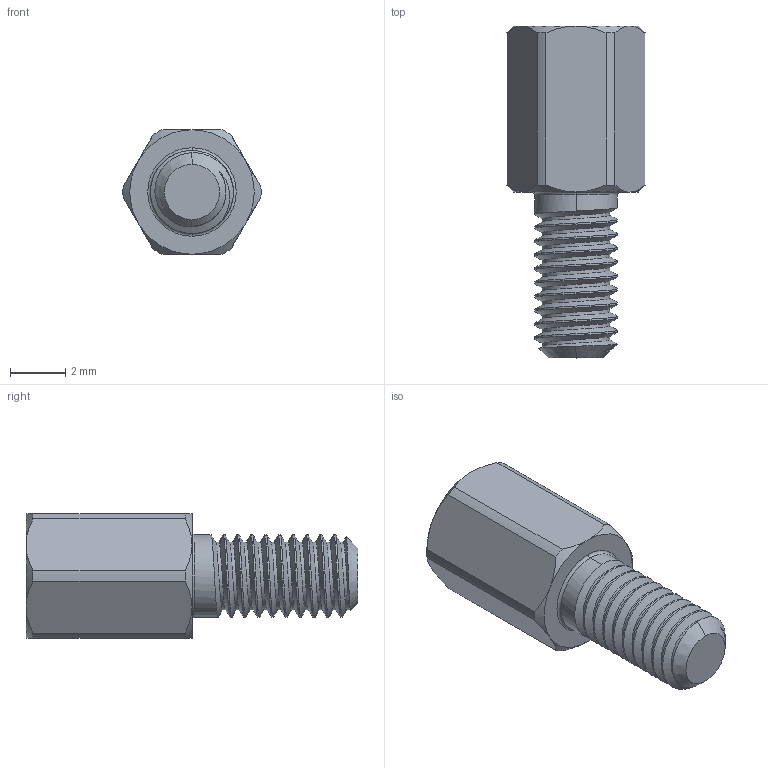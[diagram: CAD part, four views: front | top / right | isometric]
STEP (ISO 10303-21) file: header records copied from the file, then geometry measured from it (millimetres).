
FILE_DESCRIPTION (( 'STEP AP214' ), '1' );
FILE_NAME ('Distance.STEP', '2018-05-06T10:18:51', ( '' ), ( '' ), 'SwSTEP 2.0', 'SolidWorks 2017', '' );
FILE_SCHEMA (( 'AUTOMOTIVE_DESIGN' ));
Length unit declared in the file: millimetre
Products named in the file (1): Distance
Bounding box: 4.99 x 12 x 4.5 mm (x, y, z)
Volume: 110.4 mm3; surface area: 241 mm2
Topology: 1 solids, 1 shells, 63 faces, 162 edges, 101 vertices
Faces by surface type: cylinder 28, cone 18, plane 12, bspline 3, torus 2
Entity records: 3279 total; most frequent: CARTESIAN_POINT 1887, ORIENTED_EDGE 320, DIRECTION 242, EDGE_CURVE 160, VERTEX_POINT 101, AXIS2_PLACEMENT_3D 100, EDGE_LOOP 65, ADVANCED_FACE 63
